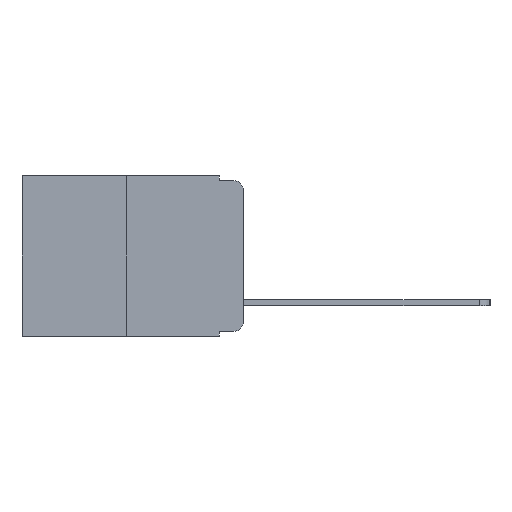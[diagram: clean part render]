
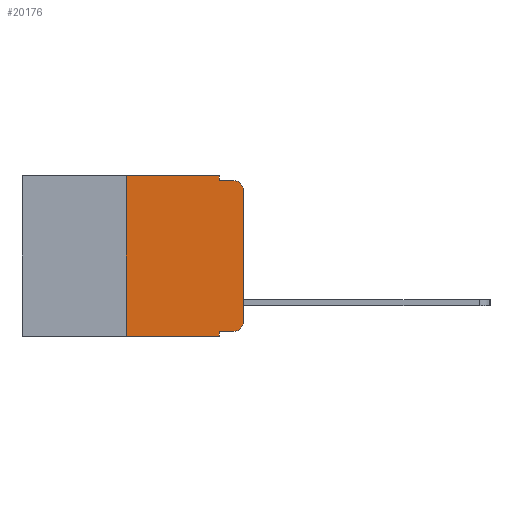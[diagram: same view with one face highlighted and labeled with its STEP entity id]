
A CAD part, left-side view. The second image highlights one B-rep face of the part: STEP entity #20176.
In plain terms, the highlighted planar face has unit normal (-1, 0, 0).
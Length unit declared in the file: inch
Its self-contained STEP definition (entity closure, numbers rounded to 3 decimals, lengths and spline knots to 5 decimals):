
#72 = EDGE_CURVE ( 'NONE', #12244, #550, #1343, .T. ) ;
#188 = CARTESIAN_POINT ( 'NONE',  ( 0., 0.051, -0.333 ) ) ;
#550 = VERTEX_POINT ( 'NONE', #7275 ) ;
#905 = ORIENTED_EDGE ( 'NONE', *, *, #1902, .T. ) ;
#960 = CARTESIAN_POINT ( 'NONE',  ( 0., 0.02, -0.03 ) ) ;
#1343 = LINE ( 'NONE', #10699, #14584 ) ;
#1404 = VERTEX_POINT ( 'NONE', #4622 ) ;
#1682 = PLANE ( 'NONE',  #18961 ) ;
#1810 = DIRECTION ( 'NONE',  ( -1., 0., 0. ) ) ;
#1902 = EDGE_CURVE ( 'NONE', #12244, #21743, #9964, .T. ) ;
#2116 = CARTESIAN_POINT ( 'NONE',  ( 0., 0., -0.03 ) ) ;
#2420 = DIRECTION ( 'NONE',  ( 0., 0., 1. ) ) ;
#2487 = VECTOR ( 'NONE', #13501, 39.37008 ) ;
#2488 = EDGE_CURVE ( 'NONE', #19773, #4268, #11016, .T. ) ;
#2765 = DIRECTION ( 'NONE',  ( 0., 0., -1. ) ) ;
#3465 = CARTESIAN_POINT ( 'NONE',  ( 0., 0.473, 0. ) ) ;
#3673 = EDGE_CURVE ( 'NONE', #4268, #10513, #4526, .T. ) ;
#4268 = VERTEX_POINT ( 'NONE', #16744 ) ;
#4504 = ORIENTED_EDGE ( 'NONE', *, *, #72, .F. ) ;
#4526 = LINE ( 'NONE', #19868, #22055 ) ;
#4622 = CARTESIAN_POINT ( 'NONE',  ( 0., 0.02, -0.333 ) ) ;
#4634 = LINE ( 'NONE', #21183, #13215 ) ;
#4724 = VECTOR ( 'NONE', #22062, 39.37008 ) ;
#4860 = EDGE_CURVE ( 'NONE', #20986, #10513, #21255, .T. ) ;
#5231 = DIRECTION ( 'NONE',  ( 0., 0., -1. ) ) ;
#5855 = ORIENTED_EDGE ( 'NONE', *, *, #7196, .T. ) ;
#6552 = DIRECTION ( 'NONE',  ( 0., -1., 0. ) ) ;
#6645 = CARTESIAN_POINT ( 'NONE',  ( 0., 0.473, 0. ) ) ;
#6937 = DIRECTION ( 'NONE',  ( 0., 0., 1. ) ) ;
#7196 = EDGE_CURVE ( 'NONE', #10845, #20986, #4634, .T. ) ;
#7275 = CARTESIAN_POINT ( 'NONE',  ( 0., 0.25, 0. ) ) ;
#7756 = DIRECTION ( 'NONE',  ( 0., -1., 0. ) ) ;
#8347 = CARTESIAN_POINT ( 'NONE',  ( 0., 0.473, -0.343 ) ) ;
#8762 = LINE ( 'NONE', #13348, #17248 ) ;
#9395 = CARTESIAN_POINT ( 'NONE',  ( 0., 0.051, 0. ) ) ;
#9437 = VECTOR ( 'NONE', #6552, 39.37008 ) ;
#9964 = LINE ( 'NONE', #8347, #9437 ) ;
#10513 = VERTEX_POINT ( 'NONE', #14586 ) ;
#10699 = CARTESIAN_POINT ( 'NONE',  ( 0., 0.25, 0. ) ) ;
#10845 = VERTEX_POINT ( 'NONE', #18887 ) ;
#11016 = LINE ( 'NONE', #19377, #15053 ) ;
#11625 = DIRECTION ( 'NONE',  ( 0., 0., -1. ) ) ;
#12182 = CARTESIAN_POINT ( 'NONE',  ( 0., 0.02, -0.313 ) ) ;
#12244 = VERTEX_POINT ( 'NONE', #19590 ) ;
#12553 = ORIENTED_EDGE ( 'NONE', *, *, #2488, .F. ) ;
#12836 = ORIENTED_EDGE ( 'NONE', *, *, #17838, .T. ) ;
#13078 = DIRECTION ( 'NONE',  ( -1., 0., 0. ) ) ;
#13215 = VECTOR ( 'NONE', #2420, 39.37008 ) ;
#13348 = CARTESIAN_POINT ( 'NONE',  ( 0., 0.051, 0. ) ) ;
#13501 = DIRECTION ( 'NONE',  ( 0., -1., 0. ) ) ;
#13898 = DIRECTION ( 'NONE',  ( 0., 0., -1. ) ) ;
#14523 = VERTEX_POINT ( 'NONE', #188 ) ;
#14584 = VECTOR ( 'NONE', #6937, 39.37008 ) ;
#14586 = CARTESIAN_POINT ( 'NONE',  ( 0., 0.02, -0.01 ) ) ;
#15053 = VECTOR ( 'NONE', #11625, 39.37008 ) ;
#15079 = DIRECTION ( 'NONE',  ( 0., 0., -1. ) ) ;
#15488 = DIRECTION ( 'NONE',  ( 1., 0., 0. ) ) ;
#15573 = AXIS2_PLACEMENT_3D ( 'NONE', #12182, #1810, #13898 ) ;
#16004 = ORIENTED_EDGE ( 'NONE', *, *, #4860, .T. ) ;
#16202 = LINE ( 'NONE', #6645, #2487 ) ;
#16292 = ORIENTED_EDGE ( 'NONE', *, *, #21249, .F. ) ;
#16604 = CIRCLE ( 'NONE', #15573, 0.02 ) ;
#16744 = CARTESIAN_POINT ( 'NONE',  ( 0., 0.051, -0.01 ) ) ;
#17248 = VECTOR ( 'NONE', #15079, 39.37008 ) ;
#17265 = FACE_OUTER_BOUND ( 'NONE', #19098, .T. ) ;
#17838 = EDGE_CURVE ( 'NONE', #1404, #10845, #16604, .T. ) ;
#18323 = LINE ( 'NONE', #20419, #4724 ) ;
#18334 = AXIS2_PLACEMENT_3D ( 'NONE', #960, #13078, #2765 ) ;
#18887 = CARTESIAN_POINT ( 'NONE',  ( 0., 0., -0.313 ) ) ;
#18961 = AXIS2_PLACEMENT_3D ( 'NONE', #3465, #15488, #5231 ) ;
#19098 = EDGE_LOOP ( 'NONE', ( #5855, #16004, #20496, #12553, #21540, #4504, #905, #16292, #20769, #12836 ) ) ;
#19377 = CARTESIAN_POINT ( 'NONE',  ( 0., 0.051, 0. ) ) ;
#19590 = CARTESIAN_POINT ( 'NONE',  ( 0., 0.25, -0.343 ) ) ;
#19773 = VERTEX_POINT ( 'NONE', #9395 ) ;
#19868 = CARTESIAN_POINT ( 'NONE',  ( 0., 0.051, -0.01 ) ) ;
#20124 = EDGE_CURVE ( 'NONE', #14523, #1404, #18323, .T. ) ;
#20176 = ADVANCED_FACE ( 'NONE', ( #17265 ), #1682, .F. ) ;
#20419 = CARTESIAN_POINT ( 'NONE',  ( 0., 0.051, -0.333 ) ) ;
#20496 = ORIENTED_EDGE ( 'NONE', *, *, #3673, .F. ) ;
#20769 = ORIENTED_EDGE ( 'NONE', *, *, #20124, .T. ) ;
#20986 = VERTEX_POINT ( 'NONE', #2116 ) ;
#21183 = CARTESIAN_POINT ( 'NONE',  ( 0., 0., 0. ) ) ;
#21249 = EDGE_CURVE ( 'NONE', #14523, #21743, #8762, .T. ) ;
#21255 = CIRCLE ( 'NONE', #18334, 0.02 ) ;
#21302 = EDGE_CURVE ( 'NONE', #550, #19773, #16202, .T. ) ;
#21540 = ORIENTED_EDGE ( 'NONE', *, *, #21302, .F. ) ;
#21743 = VERTEX_POINT ( 'NONE', #21822 ) ;
#21822 = CARTESIAN_POINT ( 'NONE',  ( 0., 0.051, -0.343 ) ) ;
#22055 = VECTOR ( 'NONE', #7756, 39.37008 ) ;
#22062 = DIRECTION ( 'NONE',  ( 0., -1., 0. ) ) ;
